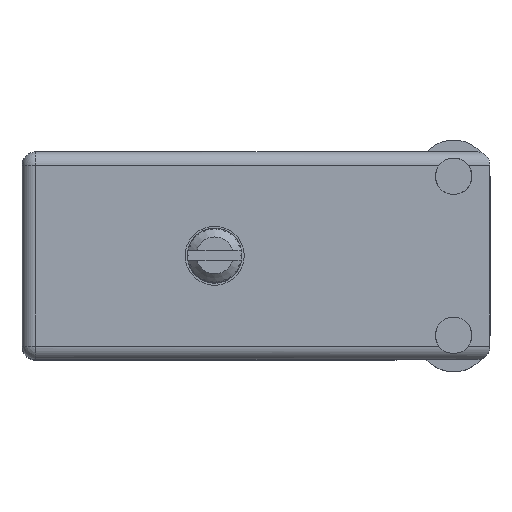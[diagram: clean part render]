
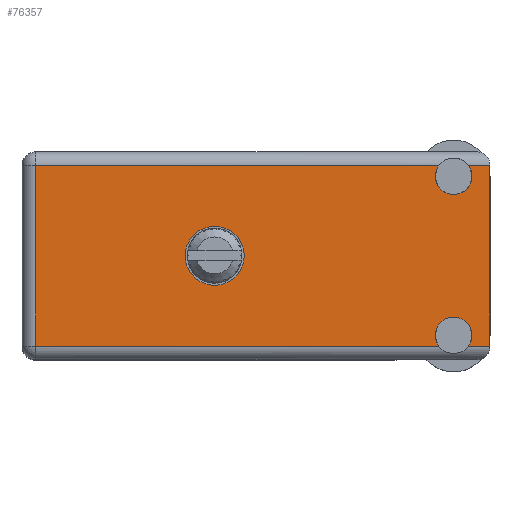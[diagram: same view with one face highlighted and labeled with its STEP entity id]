
A CAD part, top view. The second image highlights one B-rep face of the part: STEP entity #76357.
In plain terms, the highlighted face is planar.
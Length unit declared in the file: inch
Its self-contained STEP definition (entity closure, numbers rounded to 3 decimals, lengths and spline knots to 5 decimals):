
#9823 = CARTESIAN_POINT ( 'NONE',  ( 0., 0.906, -0.668 ) ) ;
#10216 = CARTESIAN_POINT ( 'NONE',  ( 1.53437, 0.906, -0.047 ) ) ;
#14614 = AXIS2_PLACEMENT_3D ( 'NONE', #101179, #40918, #159489 ) ;
#14724 = FACE_OUTER_BOUND ( 'NONE', #138065, .T. ) ;
#17361 = AXIS2_PLACEMENT_3D ( 'NONE', #162439, #87967, #148883 ) ;
#21483 = VECTOR ( 'NONE', #162115, 39.37008 ) ;
#24920 = VERTEX_POINT ( 'NONE', #45559 ) ;
#26801 = CARTESIAN_POINT ( 'NONE',  ( 0.047, 0.906, -0.047 ) ) ;
#27832 = ORIENTED_EDGE ( 'NONE', *, *, #140236, .F. ) ;
#29440 = AXIS2_PLACEMENT_3D ( 'NONE', #36247, #50513, #52419 ) ;
#30069 = CIRCLE ( 'NONE', #143968, 0.0625 ) ;
#31886 = ORIENTED_EDGE ( 'NONE', *, *, #75506, .T. ) ;
#34829 = AXIS2_PLACEMENT_3D ( 'NONE', #162674, #103697, #163303 ) ;
#36103 = DIRECTION ( 'NONE',  ( 0., 0., 1. ) ) ;
#36247 = CARTESIAN_POINT ( 'NONE',  ( 0., 0.906, -0.715 ) ) ;
#37736 = CARTESIAN_POINT ( 'NONE',  ( 1.609, 0.906, -0.047 ) ) ;
#39587 = VERTEX_POINT ( 'NONE', #144152 ) ;
#40918 = DIRECTION ( 'NONE',  ( 0., 1., 0. ) ) ;
#45559 = CARTESIAN_POINT ( 'NONE',  ( 0.6625, 0.906, -0.256 ) ) ;
#50513 = DIRECTION ( 'NONE',  ( 0., 1., 0. ) ) ;
#52419 = DIRECTION ( 'NONE',  ( 0., 0., 1. ) ) ;
#53406 = CIRCLE ( 'NONE', #34829, 0.1015 ) ;
#53584 = VERTEX_POINT ( 'NONE', #37736 ) ;
#54666 = VECTOR ( 'NONE', #70819, 39.37008 ) ;
#58871 = FACE_BOUND ( 'NONE', #150670, .T. ) ;
#60550 = CARTESIAN_POINT ( 'NONE',  ( 1.484, 0.906, -0.5685 ) ) ;
#61341 = CARTESIAN_POINT ( 'NONE',  ( 1.484, 0.906, -0.631 ) ) ;
#62980 = CARTESIAN_POINT ( 'NONE',  ( 0.6625, 0.906, -0.459 ) ) ;
#68453 = VECTOR ( 'NONE', #119681, 39.37008 ) ;
#70819 = DIRECTION ( 'NONE',  ( -1., 0., 0. ) ) ;
#71852 = VERTEX_POINT ( 'NONE', #106504 ) ;
#72807 = DIRECTION ( 'NONE',  ( 0., 0., 1. ) ) ;
#73129 = LINE ( 'NONE', #191440, #68453 ) ;
#74026 = EDGE_CURVE ( 'NONE', #39587, #104152, #126474, .T. ) ;
#74646 = EDGE_CURVE ( 'NONE', #116128, #106560, #168205, .T. ) ;
#74898 = CARTESIAN_POINT ( 'NONE',  ( 0., 0.906, -0.668 ) ) ;
#75506 = EDGE_CURVE ( 'NONE', #82063, #71852, #73129, .T. ) ;
#76357 = ADVANCED_FACE ( 'NONE', ( #58871, #14724 ), #155503, .T. ) ;
#78936 = DIRECTION ( 'NONE',  ( 0., 1., 0. ) ) ;
#78943 = DIRECTION ( 'NONE',  ( 0., 1., 0. ) ) ;
#78998 = EDGE_CURVE ( 'NONE', #104152, #82063, #160371, .T. ) ;
#82063 = VERTEX_POINT ( 'NONE', #26801 ) ;
#87867 = ORIENTED_EDGE ( 'NONE', *, *, #112486, .F. ) ;
#87967 = DIRECTION ( 'NONE',  ( 0., 1., 0. ) ) ;
#88203 = ORIENTED_EDGE ( 'NONE', *, *, #179508, .T. ) ;
#89066 = ORIENTED_EDGE ( 'NONE', *, *, #106499, .F. ) ;
#89577 = CARTESIAN_POINT ( 'NONE',  ( 1.609, 0.906, -0.047 ) ) ;
#92888 = DIRECTION ( 'NONE',  ( 0., 0., 1. ) ) ;
#95180 = CARTESIAN_POINT ( 'NONE',  ( 1.484, 0.906, -0.084 ) ) ;
#101179 = CARTESIAN_POINT ( 'NONE',  ( 1.484, 0.906, -0.084 ) ) ;
#103697 = DIRECTION ( 'NONE',  ( 0., 1., 0. ) ) ;
#104152 = VERTEX_POINT ( 'NONE', #165219 ) ;
#106499 = EDGE_CURVE ( 'NONE', #140732, #106560, #142691, .T. ) ;
#106504 = CARTESIAN_POINT ( 'NONE',  ( 1.43363, 0.906, -0.047 ) ) ;
#106558 = DIRECTION ( 'NONE',  ( 0., 0., 1. ) ) ;
#106560 = VERTEX_POINT ( 'NONE', #184569 ) ;
#112486 = EDGE_CURVE ( 'NONE', #144765, #24920, #160010, .T. ) ;
#116128 = VERTEX_POINT ( 'NONE', #164263 ) ;
#116865 = CARTESIAN_POINT ( 'NONE',  ( 0.047, 0.906, -0.715 ) ) ;
#117445 = VERTEX_POINT ( 'NONE', #10216 ) ;
#119681 = DIRECTION ( 'NONE',  ( 1., 0., 0. ) ) ;
#126474 = LINE ( 'NONE', #9823, #54666 ) ;
#128923 = VECTOR ( 'NONE', #163627, 39.37008 ) ;
#138065 = EDGE_LOOP ( 'NONE', ( #31886, #155202, #138601, #88203, #27832, #147987, #89066, #190971, #150994, #140549 ) ) ;
#138601 = ORIENTED_EDGE ( 'NONE', *, *, #188332, .F. ) ;
#140236 = EDGE_CURVE ( 'NONE', #116128, #53584, #158288, .T. ) ;
#140513 = CARTESIAN_POINT ( 'NONE',  ( 1.484, 0.906, -0.631 ) ) ;
#140549 = ORIENTED_EDGE ( 'NONE', *, *, #78998, .T. ) ;
#140732 = VERTEX_POINT ( 'NONE', #60550 ) ;
#141432 = CARTESIAN_POINT ( 'NONE',  ( 1.484, 0.906, -0.1465 ) ) ;
#142691 = CIRCLE ( 'NONE', #154229, 0.0625 ) ;
#143131 = EDGE_CURVE ( 'NONE', #39587, #140732, #30069, .T. ) ;
#143968 = AXIS2_PLACEMENT_3D ( 'NONE', #140513, #78943, #182469 ) ;
#144152 = CARTESIAN_POINT ( 'NONE',  ( 1.43363, 0.906, -0.668 ) ) ;
#144765 = VERTEX_POINT ( 'NONE', #62980 ) ;
#147987 = ORIENTED_EDGE ( 'NONE', *, *, #74646, .T. ) ;
#148883 = DIRECTION ( 'NONE',  ( 0., 0., 1. ) ) ;
#149409 = ORIENTED_EDGE ( 'NONE', *, *, #174238, .F. ) ;
#150670 = EDGE_LOOP ( 'NONE', ( #149409, #87867 ) ) ;
#150994 = ORIENTED_EDGE ( 'NONE', *, *, #74026, .T. ) ;
#154229 = AXIS2_PLACEMENT_3D ( 'NONE', #61341, #180771, #92888 ) ;
#155202 = ORIENTED_EDGE ( 'NONE', *, *, #180299, .F. ) ;
#155503 = PLANE ( 'NONE',  #29440 ) ;
#155853 = VECTOR ( 'NONE', #106558, 39.37008 ) ;
#158288 = LINE ( 'NONE', #180874, #155853 ) ;
#159489 = DIRECTION ( 'NONE',  ( 0., 0., 1. ) ) ;
#160010 = CIRCLE ( 'NONE', #17361, 0.1015 ) ;
#160371 = LINE ( 'NONE', #116865, #181036 ) ;
#160858 = LINE ( 'NONE', #89577, #21483 ) ;
#162115 = DIRECTION ( 'NONE',  ( 1., 0., 0. ) ) ;
#162439 = CARTESIAN_POINT ( 'NONE',  ( 0.6625, 0.906, -0.3575 ) ) ;
#162674 = CARTESIAN_POINT ( 'NONE',  ( 0.6625, 0.906, -0.3575 ) ) ;
#163303 = DIRECTION ( 'NONE',  ( 0., 0., 1. ) ) ;
#163627 = DIRECTION ( 'NONE',  ( -1., 0., 0. ) ) ;
#164263 = CARTESIAN_POINT ( 'NONE',  ( 1.609, 0.906, -0.668 ) ) ;
#165219 = CARTESIAN_POINT ( 'NONE',  ( 0.047, 0.906, -0.668 ) ) ;
#168205 = LINE ( 'NONE', #74898, #128923 ) ;
#172043 = CIRCLE ( 'NONE', #185648, 0.0625 ) ;
#174238 = EDGE_CURVE ( 'NONE', #24920, #144765, #53406, .T. ) ;
#179508 = EDGE_CURVE ( 'NONE', #117445, #53584, #160858, .T. ) ;
#180299 = EDGE_CURVE ( 'NONE', #188315, #71852, #172043, .T. ) ;
#180771 = DIRECTION ( 'NONE',  ( 0., 1., 0. ) ) ;
#180874 = CARTESIAN_POINT ( 'NONE',  ( 1.609, 0.906, 0. ) ) ;
#181036 = VECTOR ( 'NONE', #72807, 39.37008 ) ;
#182469 = DIRECTION ( 'NONE',  ( 0., 0., 1. ) ) ;
#184431 = CIRCLE ( 'NONE', #14614, 0.0625 ) ;
#184569 = CARTESIAN_POINT ( 'NONE',  ( 1.53437, 0.906, -0.668 ) ) ;
#185648 = AXIS2_PLACEMENT_3D ( 'NONE', #95180, #78936, #36103 ) ;
#188315 = VERTEX_POINT ( 'NONE', #141432 ) ;
#188332 = EDGE_CURVE ( 'NONE', #117445, #188315, #184431, .T. ) ;
#190971 = ORIENTED_EDGE ( 'NONE', *, *, #143131, .F. ) ;
#191440 = CARTESIAN_POINT ( 'NONE',  ( 1.609, 0.906, -0.047 ) ) ;
